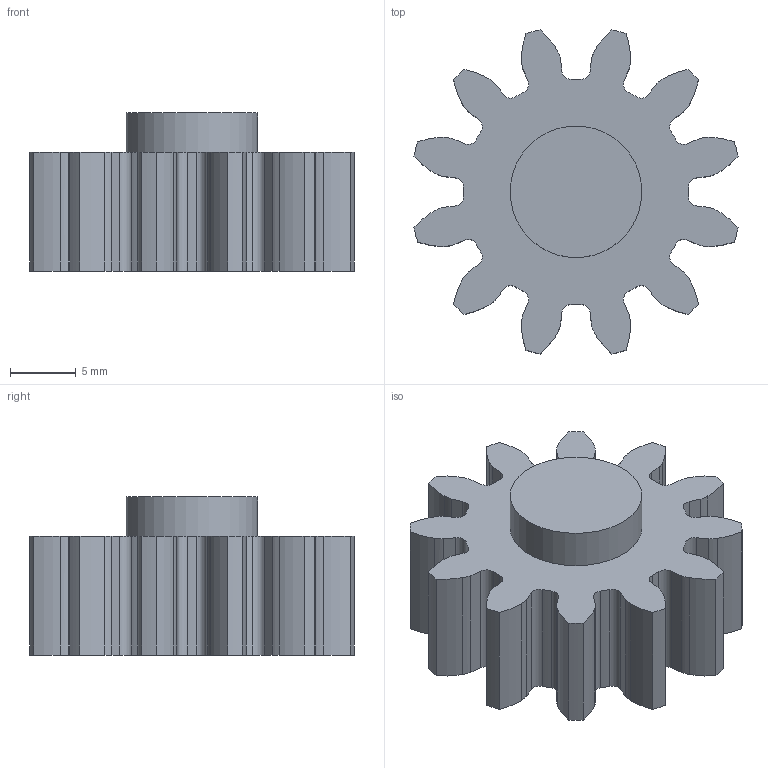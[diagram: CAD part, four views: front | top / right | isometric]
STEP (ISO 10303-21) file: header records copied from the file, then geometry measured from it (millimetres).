
FILE_DESCRIPTION(('FreeCAD Model'),'2;1');
FILE_NAME('Open CASCADE Shape Model','2025-10-13T22:45:15',(''),(''), 'Open CASCADE STEP processor 7.8','FreeCAD','Unknown');
FILE_SCHEMA(('AUTOMOTIVE_DESIGN { 1 0 10303 214 1 1 1 1 }'));
Length unit declared in the file: millimetre
Products named in the file (1): AzSun
Bounding box: 24.61 x 24.61 x 12 mm (x, y, z)
Volume: 2937.5 mm3; surface area: 2244.7 mm2
Topology: 1 solids, 1 shells, 129 faces, 375 edges, 250 vertices
Faces by surface type: cylinder 49, extrusion 48, plane 32
Full cylindrical faces by diameter (mm): 10 x1
Entity records: 4529 total; most frequent: CARTESIAN_POINT 1187, ORIENTED_EDGE 750, DIRECTION 589, EDGE_CURVE 375, VERTEX_POINT 250, VECTOR 229, LINE 181, AXIS2_PLACEMENT_3D 180
